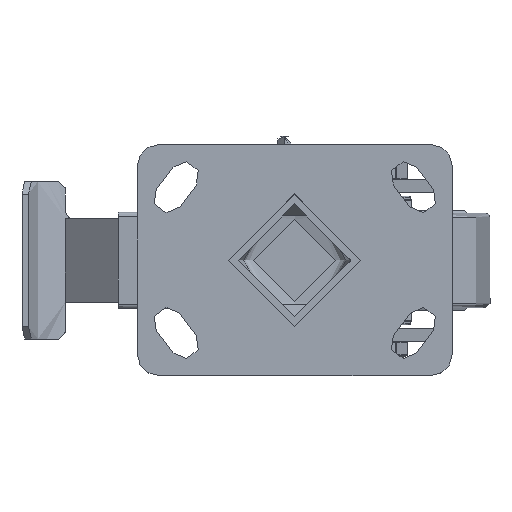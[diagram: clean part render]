
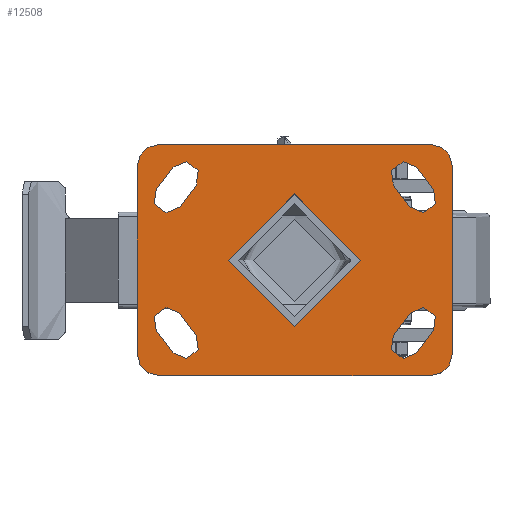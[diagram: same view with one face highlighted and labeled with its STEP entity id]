
A CAD part, top view. The second image highlights one B-rep face of the part: STEP entity #12508.
In plain terms, the highlighted planar face has unit normal (0, 0, 1).
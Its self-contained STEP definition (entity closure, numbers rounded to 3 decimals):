
#510=FACE_BOUND('',#2247,.T.);
#511=FACE_BOUND('',#2248,.T.);
#512=FACE_BOUND('',#2249,.T.);
#513=FACE_BOUND('',#2250,.T.);
#514=FACE_BOUND('',#2251,.T.);
#708=PLANE('',#13655);
#1469=FACE_OUTER_BOUND('',#2246,.T.);
#2246=EDGE_LOOP('',(#8655,#8656,#8657,#8658,#8659,#8660,#8661,#8662));
#2247=EDGE_LOOP('',(#8663));
#2248=EDGE_LOOP('',(#8664,#8665,#8666,#8667));
#2249=EDGE_LOOP('',(#8668,#8669,#8670,#8671));
#2250=EDGE_LOOP('',(#8672,#8673,#8674,#8675));
#2251=EDGE_LOOP('',(#8676,#8677,#8678,#8679));
#3195=LINE('',#19062,#3999);
#3197=LINE('',#19065,#4001);
#3204=LINE('',#19074,#4008);
#3205=LINE('',#19076,#4009);
#3206=LINE('',#19078,#4010);
#3207=LINE('',#19080,#4011);
#3208=LINE('',#19082,#4012);
#3209=LINE('',#19084,#4013);
#3210=LINE('',#19086,#4014);
#3211=LINE('',#19088,#4015);
#3212=LINE('',#19090,#4016);
#3213=LINE('',#19092,#4017);
#3999=VECTOR('',#15248,1000.);
#4001=VECTOR('',#15252,1000.);
#4008=VECTOR('',#15263,1000.);
#4009=VECTOR('',#15266,1000.);
#4010=VECTOR('',#15269,1000.);
#4011=VECTOR('',#15272,1000.);
#4012=VECTOR('',#15275,1000.);
#4013=VECTOR('',#15278,1000.);
#4014=VECTOR('',#15281,1000.);
#4015=VECTOR('',#15284,1000.);
#4016=VECTOR('',#15287,1000.);
#4017=VECTOR('',#15290,1000.);
#4767=CIRCLE('',#13575,7.);
#4770=CIRCLE('',#13579,7.);
#4771=CIRCLE('',#13581,7.);
#4774=CIRCLE('',#13585,7.);
#4775=CIRCLE('',#13587,7.);
#4778=CIRCLE('',#13591,7.);
#4779=CIRCLE('',#13593,7.);
#4782=CIRCLE('',#13597,7.);
#4784=CIRCLE('',#13600,31.5);
#4785=CIRCLE('',#13602,10.);
#4787=CIRCLE('',#13605,10.);
#4789=CIRCLE('',#13608,10.);
#4791=CIRCLE('',#13611,10.);
#5425=VERTEX_POINT('',#18870);
#5426=VERTEX_POINT('',#18871);
#5431=VERTEX_POINT('',#18882);
#5432=VERTEX_POINT('',#18884);
#5433=VERTEX_POINT('',#18888);
#5434=VERTEX_POINT('',#18889);
#5439=VERTEX_POINT('',#18900);
#5440=VERTEX_POINT('',#18902);
#5441=VERTEX_POINT('',#18906);
#5442=VERTEX_POINT('',#18907);
#5447=VERTEX_POINT('',#18918);
#5448=VERTEX_POINT('',#18920);
#5449=VERTEX_POINT('',#18924);
#5450=VERTEX_POINT('',#18925);
#5455=VERTEX_POINT('',#18936);
#5456=VERTEX_POINT('',#18938);
#5458=VERTEX_POINT('',#18944);
#5459=VERTEX_POINT('',#18948);
#5460=VERTEX_POINT('',#18949);
#5463=VERTEX_POINT('',#18957);
#5464=VERTEX_POINT('',#18958);
#5467=VERTEX_POINT('',#18966);
#5468=VERTEX_POINT('',#18967);
#5471=VERTEX_POINT('',#18975);
#5472=VERTEX_POINT('',#18976);
#6643=EDGE_CURVE('',#5425,#5426,#4767,.T.);
#6649=EDGE_CURVE('',#5432,#5431,#4770,.T.);
#6651=EDGE_CURVE('',#5433,#5434,#4771,.T.);
#6657=EDGE_CURVE('',#5440,#5439,#4774,.T.);
#6659=EDGE_CURVE('',#5441,#5442,#4775,.T.);
#6665=EDGE_CURVE('',#5448,#5447,#4778,.T.);
#6667=EDGE_CURVE('',#5449,#5450,#4779,.T.);
#6673=EDGE_CURVE('',#5456,#5455,#4782,.T.);
#6677=EDGE_CURVE('',#5458,#5458,#4784,.T.);
#6678=EDGE_CURVE('',#5459,#5460,#4785,.T.);
#6682=EDGE_CURVE('',#5463,#5464,#4787,.T.);
#6686=EDGE_CURVE('',#5467,#5468,#4789,.T.);
#6690=EDGE_CURVE('',#5471,#5472,#4791,.T.);
#6724=EDGE_CURVE('',#5464,#5467,#3195,.T.);
#6726=EDGE_CURVE('',#5460,#5463,#3197,.T.);
#6733=EDGE_CURVE('',#5472,#5459,#3204,.T.);
#6734=EDGE_CURVE('',#5468,#5471,#3205,.T.);
#6735=EDGE_CURVE('',#5455,#5449,#3206,.T.);
#6736=EDGE_CURVE('',#5450,#5456,#3207,.T.);
#6737=EDGE_CURVE('',#5447,#5441,#3208,.T.);
#6738=EDGE_CURVE('',#5442,#5448,#3209,.T.);
#6739=EDGE_CURVE('',#5439,#5433,#3210,.T.);
#6740=EDGE_CURVE('',#5434,#5440,#3211,.T.);
#6741=EDGE_CURVE('',#5431,#5425,#3212,.T.);
#6742=EDGE_CURVE('',#5426,#5432,#3213,.T.);
#8655=ORIENTED_EDGE('',*,*,#6690,.F.);
#8656=ORIENTED_EDGE('',*,*,#6734,.F.);
#8657=ORIENTED_EDGE('',*,*,#6686,.F.);
#8658=ORIENTED_EDGE('',*,*,#6724,.F.);
#8659=ORIENTED_EDGE('',*,*,#6682,.F.);
#8660=ORIENTED_EDGE('',*,*,#6726,.F.);
#8661=ORIENTED_EDGE('',*,*,#6678,.F.);
#8662=ORIENTED_EDGE('',*,*,#6733,.F.);
#8663=ORIENTED_EDGE('',*,*,#6677,.F.);
#8664=ORIENTED_EDGE('',*,*,#6742,.T.);
#8665=ORIENTED_EDGE('',*,*,#6649,.T.);
#8666=ORIENTED_EDGE('',*,*,#6741,.T.);
#8667=ORIENTED_EDGE('',*,*,#6643,.T.);
#8668=ORIENTED_EDGE('',*,*,#6740,.T.);
#8669=ORIENTED_EDGE('',*,*,#6657,.T.);
#8670=ORIENTED_EDGE('',*,*,#6739,.T.);
#8671=ORIENTED_EDGE('',*,*,#6651,.T.);
#8672=ORIENTED_EDGE('',*,*,#6738,.T.);
#8673=ORIENTED_EDGE('',*,*,#6665,.T.);
#8674=ORIENTED_EDGE('',*,*,#6737,.T.);
#8675=ORIENTED_EDGE('',*,*,#6659,.T.);
#8676=ORIENTED_EDGE('',*,*,#6736,.T.);
#8677=ORIENTED_EDGE('',*,*,#6673,.T.);
#8678=ORIENTED_EDGE('',*,*,#6735,.T.);
#8679=ORIENTED_EDGE('',*,*,#6667,.T.);
#12508=ADVANCED_FACE('',(#1469,#510,#511,#512,#513,#514),#708,.T.);
#13575=AXIS2_PLACEMENT_3D('',#18872,#15076,#15077);
#13579=AXIS2_PLACEMENT_3D('',#18885,#15087,#15088);
#13581=AXIS2_PLACEMENT_3D('',#18890,#15092,#15093);
#13585=AXIS2_PLACEMENT_3D('',#18903,#15103,#15104);
#13587=AXIS2_PLACEMENT_3D('',#18908,#15108,#15109);
#13591=AXIS2_PLACEMENT_3D('',#18921,#15119,#15120);
#13593=AXIS2_PLACEMENT_3D('',#18926,#15124,#15125);
#13597=AXIS2_PLACEMENT_3D('',#18939,#15135,#15136);
#13600=AXIS2_PLACEMENT_3D('',#18946,#15143,#15144);
#13602=AXIS2_PLACEMENT_3D('',#18950,#15147,#15148);
#13605=AXIS2_PLACEMENT_3D('',#18959,#15155,#15156);
#13608=AXIS2_PLACEMENT_3D('',#18968,#15163,#15164);
#13611=AXIS2_PLACEMENT_3D('',#18977,#15171,#15172);
#13655=AXIS2_PLACEMENT_3D('',#19093,#15291,#15292);
#15076=DIRECTION('center_axis',(0.,0.,-1.));
#15077=DIRECTION('ref_axis',(1.,0.,0.));
#15087=DIRECTION('center_axis',(0.,0.,-1.));
#15088=DIRECTION('ref_axis',(1.,0.,0.));
#15092=DIRECTION('center_axis',(0.,0.,-1.));
#15093=DIRECTION('ref_axis',(1.,0.,0.));
#15103=DIRECTION('center_axis',(0.,0.,-1.));
#15104=DIRECTION('ref_axis',(1.,0.,0.));
#15108=DIRECTION('center_axis',(0.,0.,-1.));
#15109=DIRECTION('ref_axis',(-1.,0.,0.));
#15119=DIRECTION('center_axis',(0.,0.,-1.));
#15120=DIRECTION('ref_axis',(-1.,0.,0.));
#15124=DIRECTION('center_axis',(0.,0.,-1.));
#15125=DIRECTION('ref_axis',(-1.,0.,0.));
#15135=DIRECTION('center_axis',(0.,0.,-1.));
#15136=DIRECTION('ref_axis',(-1.,0.,0.));
#15143=DIRECTION('center_axis',(0.,0.,1.));
#15144=DIRECTION('ref_axis',(1.,0.,0.));
#15147=DIRECTION('center_axis',(0.,0.,-1.));
#15148=DIRECTION('ref_axis',(-0.707,0.707,0.));
#15155=DIRECTION('center_axis',(0.,0.,-1.));
#15156=DIRECTION('ref_axis',(0.707,0.707,0.));
#15163=DIRECTION('center_axis',(0.,0.,-1.));
#15164=DIRECTION('ref_axis',(0.707,-0.707,0.));
#15171=DIRECTION('center_axis',(0.,0.,-1.));
#15172=DIRECTION('ref_axis',(-0.707,-0.707,0.));
#15248=DIRECTION('',(0.,-1.,0.));
#15252=DIRECTION('',(1.,0.,0.));
#15263=DIRECTION('',(0.,1.,0.));
#15266=DIRECTION('',(-1.,0.,0.));
#15269=DIRECTION('',(-0.606,-0.795,0.));
#15272=DIRECTION('',(0.606,0.795,0.));
#15275=DIRECTION('',(-0.606,0.795,0.));
#15278=DIRECTION('',(0.606,-0.795,0.));
#15281=DIRECTION('',(0.606,-0.795,0.));
#15284=DIRECTION('',(-0.606,0.795,0.));
#15287=DIRECTION('',(0.606,0.795,0.));
#15290=DIRECTION('',(-0.606,-0.795,0.));
#15291=DIRECTION('center_axis',(0.,0.,1.));
#15292=DIRECTION('ref_axis',(1.,0.,0.));
#18870=CARTESIAN_POINT('',(54.932,-25.258,0.));
#18871=CARTESIAN_POINT('',(66.068,-33.742,0.));
#18872=CARTESIAN_POINT('Origin',(60.5,-29.5,0.));
#18882=CARTESIAN_POINT('',(46.932,-35.758,0.));
#18884=CARTESIAN_POINT('',(58.068,-44.242,0.));
#18885=CARTESIAN_POINT('Origin',(52.5,-40.,0.));
#18888=CARTESIAN_POINT('',(66.068,33.742,0.));
#18889=CARTESIAN_POINT('',(54.932,25.258,0.));
#18890=CARTESIAN_POINT('Origin',(60.5,29.5,0.));
#18900=CARTESIAN_POINT('',(58.068,44.242,0.));
#18902=CARTESIAN_POINT('',(46.932,35.758,0.));
#18903=CARTESIAN_POINT('Origin',(52.5,40.,0.));
#18906=CARTESIAN_POINT('',(-66.068,-33.742,0.));
#18907=CARTESIAN_POINT('',(-54.932,-25.258,0.));
#18908=CARTESIAN_POINT('Origin',(-60.5,-29.5,0.));
#18918=CARTESIAN_POINT('',(-58.068,-44.242,0.));
#18920=CARTESIAN_POINT('',(-46.932,-35.758,0.));
#18921=CARTESIAN_POINT('Origin',(-52.5,-40.,0.));
#18924=CARTESIAN_POINT('',(-54.932,25.258,0.));
#18925=CARTESIAN_POINT('',(-66.068,33.742,0.));
#18926=CARTESIAN_POINT('Origin',(-60.5,29.5,0.));
#18936=CARTESIAN_POINT('',(-46.932,35.758,0.));
#18938=CARTESIAN_POINT('',(-58.068,44.242,0.));
#18939=CARTESIAN_POINT('Origin',(-52.5,40.,0.));
#18944=CARTESIAN_POINT('',(-31.5,0.,0.));
#18946=CARTESIAN_POINT('Origin',(0.,0.,0.));
#18948=CARTESIAN_POINT('',(-75.,45.,0.));
#18949=CARTESIAN_POINT('',(-65.,55.,0.));
#18950=CARTESIAN_POINT('Origin',(-65.,45.,0.));
#18957=CARTESIAN_POINT('',(65.,55.,0.));
#18958=CARTESIAN_POINT('',(75.,45.,0.));
#18959=CARTESIAN_POINT('Origin',(65.,45.,0.));
#18966=CARTESIAN_POINT('',(75.,-45.,0.));
#18967=CARTESIAN_POINT('',(65.,-55.,0.));
#18968=CARTESIAN_POINT('Origin',(65.,-45.,0.));
#18975=CARTESIAN_POINT('',(-65.,-55.,0.));
#18976=CARTESIAN_POINT('',(-75.,-45.,0.));
#18977=CARTESIAN_POINT('Origin',(-65.,-45.,0.));
#19062=CARTESIAN_POINT('',(75.,55.,0.));
#19065=CARTESIAN_POINT('',(-75.,55.,0.));
#19074=CARTESIAN_POINT('',(-75.,-55.,0.));
#19076=CARTESIAN_POINT('',(75.,-55.,0.));
#19078=CARTESIAN_POINT('',(-46.932,35.758,0.));
#19080=CARTESIAN_POINT('',(-58.068,44.242,0.));
#19082=CARTESIAN_POINT('',(-58.068,-44.242,0.));
#19084=CARTESIAN_POINT('',(-46.932,-35.758,0.));
#19086=CARTESIAN_POINT('',(58.068,44.242,0.));
#19088=CARTESIAN_POINT('',(46.932,35.758,0.));
#19090=CARTESIAN_POINT('',(46.932,-35.758,0.));
#19092=CARTESIAN_POINT('',(58.068,-44.242,0.));
#19093=CARTESIAN_POINT('Origin',(0.,0.,0.));
